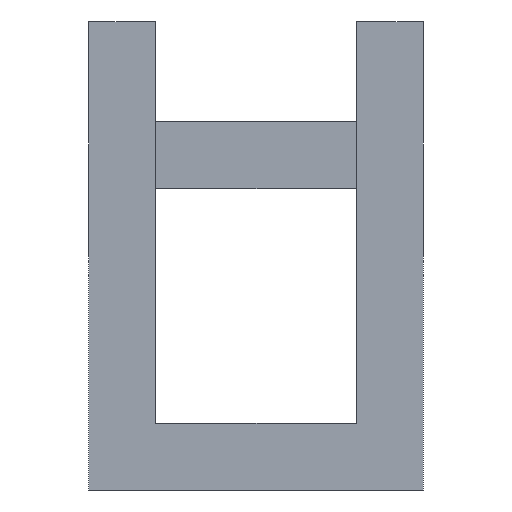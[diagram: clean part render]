
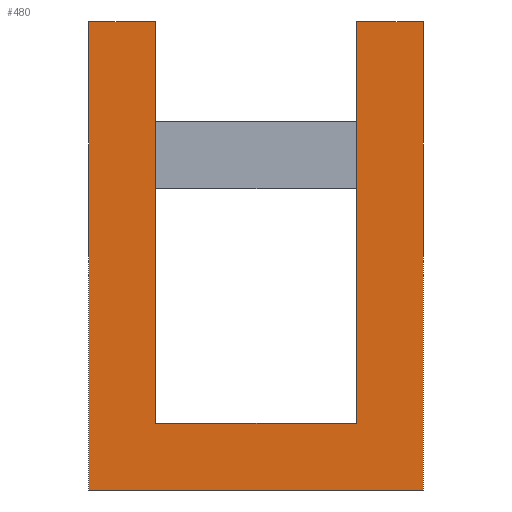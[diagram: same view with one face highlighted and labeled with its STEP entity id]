
A CAD part, left-side view. The second image highlights one B-rep face of the part: STEP entity #480.
In plain terms, the highlighted planar face has unit normal (-1, 0, 0).
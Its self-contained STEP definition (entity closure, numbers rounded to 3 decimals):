
#53=FACE_OUTER_BOUND('',#76,.T.);
#76=EDGE_LOOP('',(#418,#419,#420,#421,#422,#423,#424,#425));
#114=LINE('',#716,#173);
#119=LINE('',#725,#178);
#127=LINE('',#740,#186);
#129=LINE('',#745,#188);
#135=LINE('',#769,#194);
#141=LINE('',#779,#200);
#142=LINE('',#781,#201);
#143=LINE('',#782,#202);
#173=VECTOR('',#584,10.);
#178=VECTOR('',#593,10.);
#186=VECTOR('',#605,10.);
#188=VECTOR('',#609,10.);
#194=VECTOR('',#635,10.);
#200=VECTOR('',#645,10.);
#201=VECTOR('',#648,10.);
#202=VECTOR('',#649,10.);
#223=VERTEX_POINT('',#712);
#225=VERTEX_POINT('',#715);
#227=VERTEX_POINT('',#724);
#231=VERTEX_POINT('',#736);
#232=VERTEX_POINT('',#738);
#233=VERTEX_POINT('',#742);
#242=VERTEX_POINT('',#767);
#244=VERTEX_POINT('',#777);
#274=EDGE_CURVE('',#223,#225,#114,.T.);
#279=EDGE_CURVE('',#225,#227,#119,.T.);
#287=EDGE_CURVE('',#231,#232,#127,.T.);
#289=EDGE_CURVE('',#233,#232,#129,.T.);
#301=EDGE_CURVE('',#242,#223,#135,.T.);
#307=EDGE_CURVE('',#244,#231,#141,.T.);
#308=EDGE_CURVE('',#242,#244,#142,.T.);
#309=EDGE_CURVE('',#227,#233,#143,.T.);
#418=ORIENTED_EDGE('',*,*,#308,.T.);
#419=ORIENTED_EDGE('',*,*,#307,.T.);
#420=ORIENTED_EDGE('',*,*,#287,.T.);
#421=ORIENTED_EDGE('',*,*,#289,.F.);
#422=ORIENTED_EDGE('',*,*,#309,.F.);
#423=ORIENTED_EDGE('',*,*,#279,.F.);
#424=ORIENTED_EDGE('',*,*,#274,.F.);
#425=ORIENTED_EDGE('',*,*,#301,.F.);
#457=PLANE('',#532);
#480=ADVANCED_FACE('',(#53),#457,.T.);
#532=AXIS2_PLACEMENT_3D('',#780,#646,#647);
#584=DIRECTION('',(0.,-1.,0.));
#593=DIRECTION('',(0.,0.,-1.));
#605=DIRECTION('',(0.,1.,0.));
#609=DIRECTION('',(0.,0.,1.));
#635=DIRECTION('',(0.,0.,1.));
#645=DIRECTION('',(0.,0.,1.));
#646=DIRECTION('center_axis',(-1.,0.,0.));
#647=DIRECTION('ref_axis',(0.,-1.,0.));
#648=DIRECTION('',(0.,-1.,0.));
#649=DIRECTION('',(0.,-1.,0.));
#712=CARTESIAN_POINT('',(-43.85,-96.5,13.98));
#715=CARTESIAN_POINT('',(-43.85,-98.5,13.98));
#716=CARTESIAN_POINT('',(-43.85,-96.5,13.98));
#724=CARTESIAN_POINT('',(-43.85,-98.5,2.));
#725=CARTESIAN_POINT('',(-43.85,-98.5,2.));
#736=CARTESIAN_POINT('',(-43.85,-106.5,13.98));
#738=CARTESIAN_POINT('',(-43.85,-104.5,13.98));
#740=CARTESIAN_POINT('',(-43.85,-106.5,13.98));
#742=CARTESIAN_POINT('',(-43.85,-104.5,2.));
#745=CARTESIAN_POINT('',(-43.85,-104.5,13.98));
#767=CARTESIAN_POINT('',(-43.85,-96.5,0.));
#769=CARTESIAN_POINT('',(-43.85,-96.5,0.));
#777=CARTESIAN_POINT('',(-43.85,-106.5,0.));
#779=CARTESIAN_POINT('',(-43.85,-106.5,0.));
#780=CARTESIAN_POINT('Origin',(-43.85,-96.5,0.));
#781=CARTESIAN_POINT('',(-43.85,-96.5,0.));
#782=CARTESIAN_POINT('',(-43.85,-96.5,2.));
